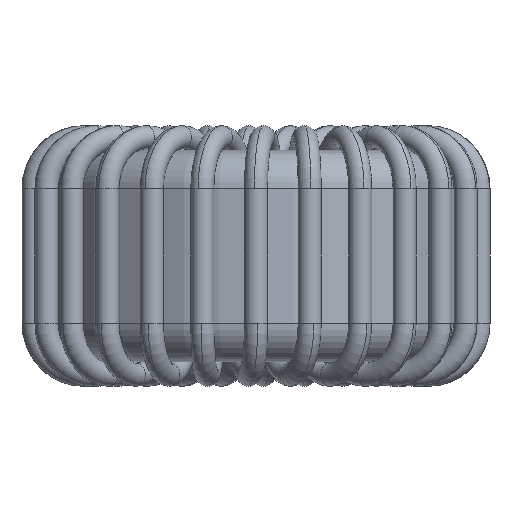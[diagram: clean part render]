
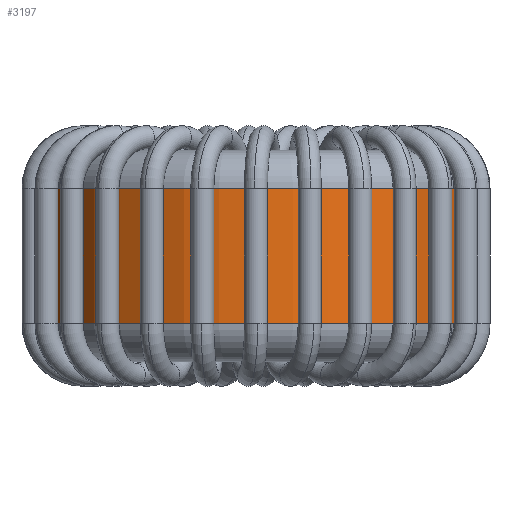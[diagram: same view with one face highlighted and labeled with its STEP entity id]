
A CAD part, front view. The second image highlights one B-rep face of the part: STEP entity #3197.
In plain terms, the highlighted cylindrical face has radius 11 mm (diameter 22 mm), a partial arc.
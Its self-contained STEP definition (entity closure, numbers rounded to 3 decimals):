
#42 = LINE ( 'NONE', #4533, #4405 ) ;
#185 = ORIENTED_EDGE ( 'NONE', *, *, #2154, .T. ) ;
#437 = DIRECTION ( 'NONE',  ( 0., 0., -1. ) ) ;
#463 = EDGE_CURVE ( 'NONE', #1531, #1597, #1108, .T. ) ;
#669 = AXIS2_PLACEMENT_3D ( 'NONE', #1538, #3481, #5484 ) ;
#823 = CYLINDRICAL_SURFACE ( 'NONE', #3343, 11. ) ;
#934 = ORIENTED_EDGE ( 'NONE', *, *, #2810, .F. ) ;
#939 = AXIS2_PLACEMENT_3D ( 'NONE', #3964, #437, #966 ) ;
#966 = DIRECTION ( 'NONE',  ( 1., 0., 0. ) ) ;
#1108 = CIRCLE ( 'NONE', #669, 11. ) ;
#1398 = VERTEX_POINT ( 'NONE', #5955 ) ;
#1531 = VERTEX_POINT ( 'NONE', #2756 ) ;
#1538 = CARTESIAN_POINT ( 'NONE',  ( 0., 0., 2. ) ) ;
#1597 = VERTEX_POINT ( 'NONE', #2821 ) ;
#1777 = VERTEX_POINT ( 'NONE', #3976 ) ;
#2151 = FACE_OUTER_BOUND ( 'NONE', #6268, .T. ) ;
#2154 = EDGE_CURVE ( 'NONE', #1777, #1398, #5977, .T. ) ;
#2373 = EDGE_CURVE ( 'NONE', #1398, #1531, #42, .T. ) ;
#2716 = LINE ( 'NONE', #4789, #5583 ) ;
#2756 = CARTESIAN_POINT ( 'NONE',  ( -11., 0., 2. ) ) ;
#2810 = EDGE_CURVE ( 'NONE', #1777, #1597, #2716, .T. ) ;
#2821 = CARTESIAN_POINT ( 'NONE',  ( 11., 0., 2. ) ) ;
#3197 = ADVANCED_FACE ( 'NONE', ( #2151 ), #823, .T. ) ;
#3246 = DIRECTION ( 'NONE',  ( 0., 0., -1. ) ) ;
#3343 = AXIS2_PLACEMENT_3D ( 'NONE', #6086, #3246, #5261 ) ;
#3481 = DIRECTION ( 'NONE',  ( 0., 0., 1. ) ) ;
#3964 = CARTESIAN_POINT ( 'NONE',  ( 0., 0., 9. ) ) ;
#3976 = CARTESIAN_POINT ( 'NONE',  ( 11., 0., 9. ) ) ;
#4405 = VECTOR ( 'NONE', #4449, 1000. ) ;
#4449 = DIRECTION ( 'NONE',  ( 0., 0., -1. ) ) ;
#4533 = CARTESIAN_POINT ( 'NONE',  ( -11., 0., 11. ) ) ;
#4789 = CARTESIAN_POINT ( 'NONE',  ( 11., 0., 11. ) ) ;
#5261 = DIRECTION ( 'NONE',  ( -1., 0., 0. ) ) ;
#5484 = DIRECTION ( 'NONE',  ( 1., 0., 0. ) ) ;
#5562 = ORIENTED_EDGE ( 'NONE', *, *, #463, .T. ) ;
#5583 = VECTOR ( 'NONE', #5779, 1000. ) ;
#5779 = DIRECTION ( 'NONE',  ( 0., 0., -1. ) ) ;
#5782 = ORIENTED_EDGE ( 'NONE', *, *, #2373, .T. ) ;
#5955 = CARTESIAN_POINT ( 'NONE',  ( -11., 0., 9. ) ) ;
#5977 = CIRCLE ( 'NONE', #939, 11. ) ;
#6086 = CARTESIAN_POINT ( 'NONE',  ( 0., 0., 11. ) ) ;
#6268 = EDGE_LOOP ( 'NONE', ( #934, #185, #5782, #5562 ) ) ;
